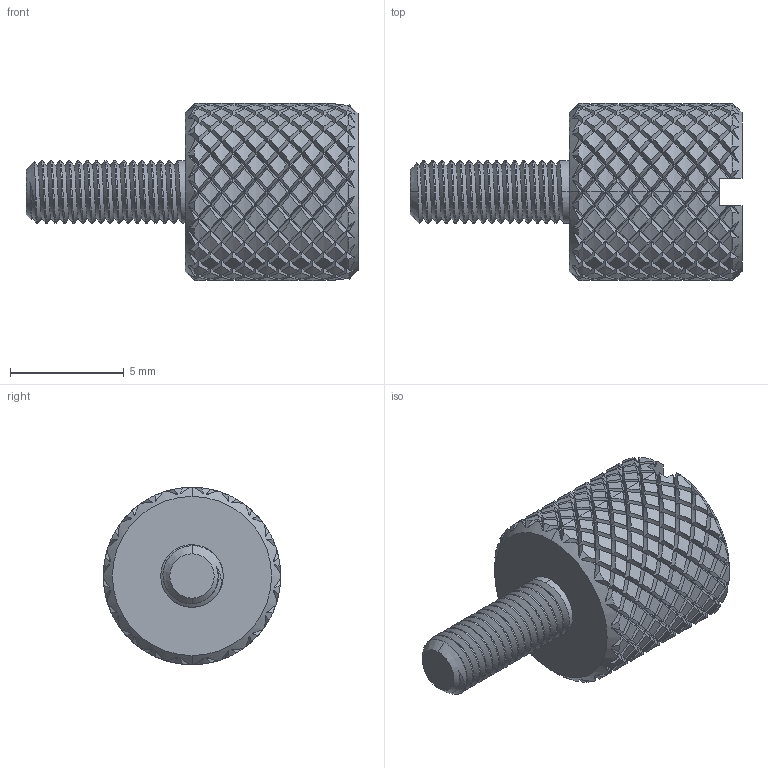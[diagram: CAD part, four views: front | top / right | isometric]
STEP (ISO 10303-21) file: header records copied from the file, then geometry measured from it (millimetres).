
FILE_DESCRIPTION (( 'STEP AP214' ), '1' );
FILE_NAME ('GPIB-J10-014.STEP', '2019-08-27T19:26:55', ( '' ), ( '' ), 'SwSTEP 2.0', 'SolidWorks 2018', '' );
FILE_SCHEMA (( 'AUTOMOTIVE_DESIGN' ));
Length unit declared in the file: millimetre
Products named in the file (1): GPIB-J10-014
Bounding box: 14.6 x 7.8 x 7.8 mm (x, y, z)
Volume: 332.5 mm3; surface area: 530.4 mm2
Topology: 1 solids, 1 shells, 2149 faces, 5053 edges, 2905 vertices
Faces by surface type: bspline 1786, cylinder 340, plane 13, cone 10
Entity records: 160062 total; most frequent: CARTESIAN_POINT 131829, ORIENTED_EDGE 10102, EDGE_CURVE 5051, VERTEX_POINT 2905, EDGE_LOOP 2150, FACE_OUTER_BOUND 2149, ADVANCED_FACE 2149, B_SPLINE_CURVE_WITH_KNOTS 1667
